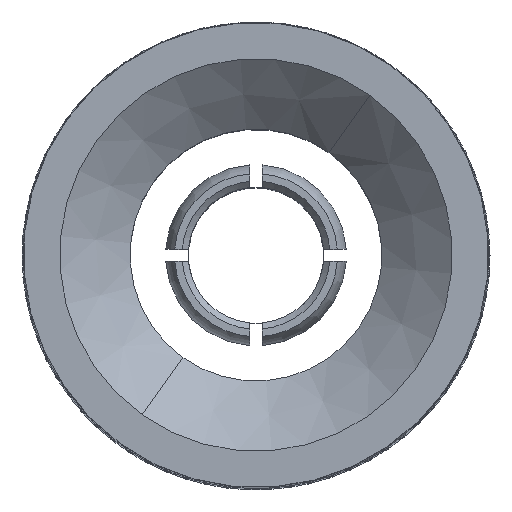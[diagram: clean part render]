
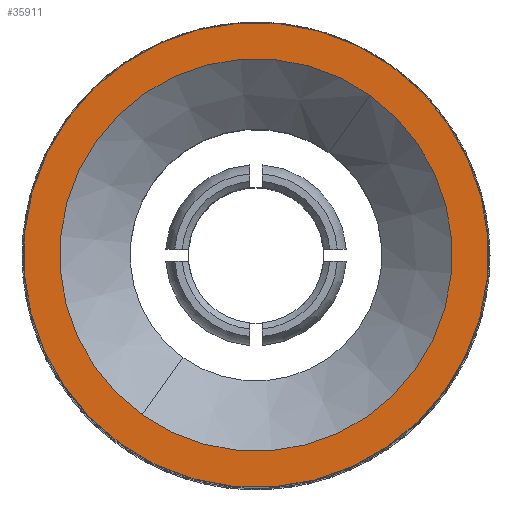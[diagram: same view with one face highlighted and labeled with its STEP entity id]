
A CAD part, top view. The second image highlights one B-rep face of the part: STEP entity #35911.
In plain terms, the highlighted planar face has unit normal (0, 0, 1).
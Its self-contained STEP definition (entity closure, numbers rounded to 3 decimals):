
#776 = DIRECTION ( 'NONE',  ( 0.58, 0.815, 0. ) ) ;
#2025 = DIRECTION ( 'NONE',  ( 0., 0., -1. ) ) ;
#2347 = EDGE_CURVE ( 'NONE', #82392, #26482, #12159, .T. ) ;
#3013 = CARTESIAN_POINT ( 'NONE',  ( -0.688, -0.603, 23.25 ) ) ;
#6232 = CARTESIAN_POINT ( 'NONE',  ( 1.197, 2.045, 23.25 ) ) ;
#7717 = VERTEX_POINT ( 'NONE', #3013 ) ;
#12159 = CIRCLE ( 'NONE', #15486, 3.85 ) ;
#15167 = EDGE_CURVE ( 'NONE', #7717, #31175, #71310, .T. ) ;
#15486 = AXIS2_PLACEMENT_3D ( 'NONE', #6232, #21605, #51299 ) ;
#21605 = DIRECTION ( 'NONE',  ( 0., 0., -1. ) ) ;
#26393 = ORIENTED_EDGE ( 'NONE', *, *, #62547, .F. ) ;
#26482 = VERTEX_POINT ( 'NONE', #69196 ) ;
#26529 = CARTESIAN_POINT ( 'NONE',  ( 3.082, 4.692, 23.25 ) ) ;
#28189 = ORIENTED_EDGE ( 'NONE', *, *, #15167, .T. ) ;
#28616 = AXIS2_PLACEMENT_3D ( 'NONE', #60945, #30189, #99372 ) ;
#30189 = DIRECTION ( 'NONE',  ( 0., 0., 1. ) ) ;
#31166 = AXIS2_PLACEMENT_3D ( 'NONE', #53694, #91603, #52663 ) ;
#31175 = VERTEX_POINT ( 'NONE', #26529 ) ;
#32404 = CARTESIAN_POINT ( 'NONE',  ( 3.43, 5.181, 23.25 ) ) ;
#34318 = DIRECTION ( 'NONE',  ( 0.58, 0.815, 0. ) ) ;
#35911 = ADVANCED_FACE ( 'NONE', ( #42497, #91136 ), #52723, .T. ) ;
#42497 = FACE_BOUND ( 'NONE', #85493, .T. ) ;
#51299 = DIRECTION ( 'NONE',  ( 0.58, 0.815, 0. ) ) ;
#52663 = DIRECTION ( 'NONE',  ( 0.58, 0.815, 0. ) ) ;
#52723 = PLANE ( 'NONE',  #28616 ) ;
#53694 = CARTESIAN_POINT ( 'NONE',  ( 1.197, 2.045, 23.25 ) ) ;
#56862 = CIRCLE ( 'NONE', #58463, 3.25 ) ;
#58463 = AXIS2_PLACEMENT_3D ( 'NONE', #101274, #61811, #776 ) ;
#60945 = CARTESIAN_POINT ( 'NONE',  ( 3.082, 4.692, 23.25 ) ) ;
#61811 = DIRECTION ( 'NONE',  ( 0., 0., -1. ) ) ;
#62547 = EDGE_CURVE ( 'NONE', #26482, #82392, #78598, .T. ) ;
#63911 = ORIENTED_EDGE ( 'NONE', *, *, #2347, .F. ) ;
#66053 = CARTESIAN_POINT ( 'NONE',  ( 1.197, 2.045, 23.25 ) ) ;
#69196 = CARTESIAN_POINT ( 'NONE',  ( -1.036, -1.091, 23.25 ) ) ;
#71310 = CIRCLE ( 'NONE', #97293, 3.25 ) ;
#77125 = ORIENTED_EDGE ( 'NONE', *, *, #88300, .T. ) ;
#78598 = CIRCLE ( 'NONE', #31166, 3.85 ) ;
#82392 = VERTEX_POINT ( 'NONE', #32404 ) ;
#85253 = EDGE_LOOP ( 'NONE', ( #63911, #26393 ) ) ;
#85493 = EDGE_LOOP ( 'NONE', ( #28189, #77125 ) ) ;
#88300 = EDGE_CURVE ( 'NONE', #31175, #7717, #56862, .T. ) ;
#91136 = FACE_OUTER_BOUND ( 'NONE', #85253, .T. ) ;
#91603 = DIRECTION ( 'NONE',  ( 0., 0., -1. ) ) ;
#97293 = AXIS2_PLACEMENT_3D ( 'NONE', #66053, #2025, #34318 ) ;
#99372 = DIRECTION ( 'NONE',  ( -0.58, -0.815, 0. ) ) ;
#101274 = CARTESIAN_POINT ( 'NONE',  ( 1.197, 2.045, 23.25 ) ) ;
